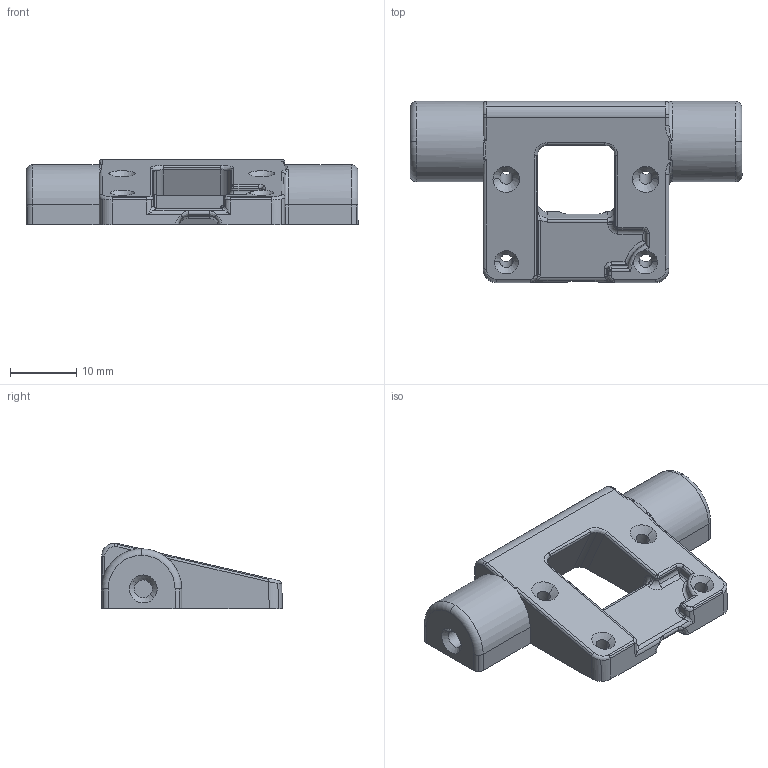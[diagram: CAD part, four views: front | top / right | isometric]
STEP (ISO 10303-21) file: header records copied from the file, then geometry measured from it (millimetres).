
FILE_DESCRIPTION(('STEP AP214'),'1');
FILE_NAME('PiCamera_holder.stp','2024-01-30T08:37:03',(' '),(' '),'Spatial InterOp 3D',' ',' ');
FILE_SCHEMA(('AUTOMOTIVE_DESIGN { 1 0 10303 214 1 1 1 1 }'));
Length unit declared in the file: metre
Products named in the file (1): PiCamera_holder
Bounding box: 50 x 27.28 x 9.88 mm (x, y, z)
Volume: 5915.7 mm3; surface area: 3378.8 mm2
Topology: 1 solids, 1 shells, 186 faces, 496 edges, 300 vertices
Faces by surface type: cylinder 103, plane 25, bspline 22, torus 20, cone 12, sphere 4
Entity records: 13435 total; most frequent: CARTESIAN_POINT 8791, DIRECTION 1015, ORIENTED_EDGE 970, EDGE_CURVE 485, AXIS2_PLACEMENT_3D 417, VERTEX_POINT 300, EDGE_LOOP 195, CIRCLE 194
